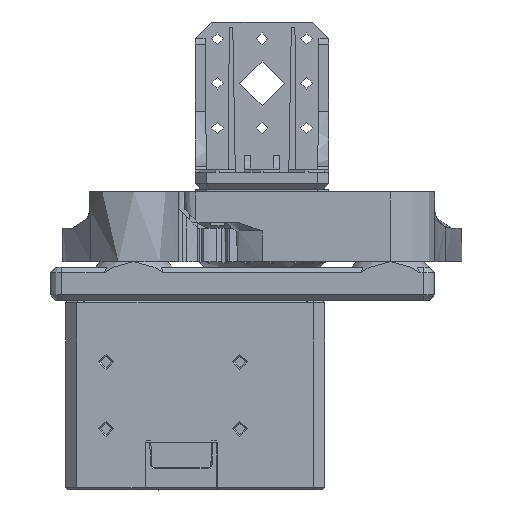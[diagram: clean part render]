
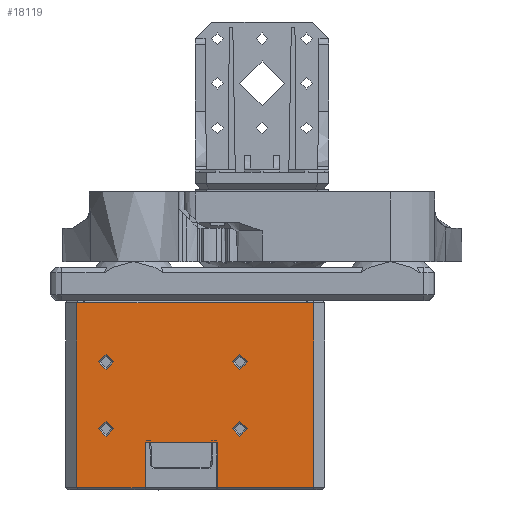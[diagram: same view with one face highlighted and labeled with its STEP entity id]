
A CAD part, left-side view. The second image highlights one B-rep face of the part: STEP entity #18119.
In plain terms, the highlighted face is planar.
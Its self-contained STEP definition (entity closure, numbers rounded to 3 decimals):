
#909=FACE_BOUND('',#3229,.T.);
#910=FACE_BOUND('',#3230,.T.);
#911=FACE_BOUND('',#3231,.T.);
#912=FACE_BOUND('',#3232,.T.);
#1284=CIRCLE('',#19245,1.35);
#1285=CIRCLE('',#19246,1.35);
#1286=CIRCLE('',#19247,1.35);
#1287=CIRCLE('',#19248,1.35);
#2159=FACE_OUTER_BOUND('',#3228,.T.);
#3228=EDGE_LOOP('',(#12347,#12348,#12349,#12350,#12351,#12352,#12353,#12354));
#3229=EDGE_LOOP('',(#12355));
#3230=EDGE_LOOP('',(#12356));
#3231=EDGE_LOOP('',(#12357));
#3232=EDGE_LOOP('',(#12358));
#4591=LINE('',#27095,#6166);
#4619=LINE('',#27237,#6194);
#4623=LINE('',#27244,#6198);
#4628=LINE('',#27255,#6203);
#4629=LINE('',#27256,#6204);
#4630=LINE('',#27258,#6205);
#4631=LINE('',#27260,#6206);
#4632=LINE('',#27261,#6207);
#6166=VECTOR('',#21310,33.2);
#6194=VECTOR('',#21460,12.25);
#6198=VECTOR('',#21466,8.1);
#6203=VECTOR('',#21475,42.5);
#6204=VECTOR('',#21476,33.2);
#6205=VECTOR('',#21477,13.);
#6206=VECTOR('',#21478,8.1);
#6207=VECTOR('',#21479,17.25);
#7737=VERTEX_POINT('',#27088);
#7739=VERTEX_POINT('',#27094);
#7791=VERTEX_POINT('',#27234);
#7792=VERTEX_POINT('',#27236);
#7794=VERTEX_POINT('',#27242);
#7798=VERTEX_POINT('',#27254);
#7799=VERTEX_POINT('',#27257);
#7800=VERTEX_POINT('',#27259);
#7801=VERTEX_POINT('',#27262);
#7802=VERTEX_POINT('',#27264);
#7803=VERTEX_POINT('',#27266);
#7804=VERTEX_POINT('',#27268);
#9578=EDGE_CURVE('',#7737,#7739,#4591,.T.);
#9635=EDGE_CURVE('',#7791,#7792,#4619,.T.);
#9639=EDGE_CURVE('',#7791,#7794,#4623,.T.);
#9644=EDGE_CURVE('',#7798,#7737,#4628,.T.);
#9645=EDGE_CURVE('',#7798,#7792,#4629,.T.);
#9646=EDGE_CURVE('',#7794,#7799,#4630,.T.);
#9647=EDGE_CURVE('',#7799,#7800,#4631,.T.);
#9648=EDGE_CURVE('',#7739,#7800,#4632,.T.);
#9649=EDGE_CURVE('',#7801,#7801,#1284,.T.);
#9650=EDGE_CURVE('',#7802,#7802,#1285,.T.);
#9651=EDGE_CURVE('',#7803,#7803,#1286,.T.);
#9652=EDGE_CURVE('',#7804,#7804,#1287,.T.);
#12347=ORIENTED_EDGE('',*,*,#9644,.F.);
#12348=ORIENTED_EDGE('',*,*,#9645,.T.);
#12349=ORIENTED_EDGE('',*,*,#9635,.F.);
#12350=ORIENTED_EDGE('',*,*,#9639,.T.);
#12351=ORIENTED_EDGE('',*,*,#9646,.T.);
#12352=ORIENTED_EDGE('',*,*,#9647,.T.);
#12353=ORIENTED_EDGE('',*,*,#9648,.F.);
#12354=ORIENTED_EDGE('',*,*,#9578,.F.);
#12355=ORIENTED_EDGE('',*,*,#9649,.F.);
#12356=ORIENTED_EDGE('',*,*,#9650,.F.);
#12357=ORIENTED_EDGE('',*,*,#9651,.F.);
#12358=ORIENTED_EDGE('',*,*,#9652,.F.);
#17556=PLANE('',#19244);
#18119=ADVANCED_FACE('',(#2159,#909,#910,#911,#912),#17556,.T.);
#19244=AXIS2_PLACEMENT_3D('',#27253,#21473,#21474);
#19245=AXIS2_PLACEMENT_3D('',#27263,#21480,#21481);
#19246=AXIS2_PLACEMENT_3D('',#27265,#21482,#21483);
#19247=AXIS2_PLACEMENT_3D('',#27267,#21484,#21485);
#19248=AXIS2_PLACEMENT_3D('',#27269,#21486,#21487);
#21310=DIRECTION('',(0.,0.,-1.));
#21460=DIRECTION('',(0.,-1.,0.));
#21466=DIRECTION('',(0.,0.,1.));
#21473=DIRECTION('center_axis',(1.,0.,0.));
#21474=DIRECTION('ref_axis',(0.,1.,0.));
#21475=DIRECTION('',(0.,1.,0.));
#21476=DIRECTION('',(0.,0.,-1.));
#21477=DIRECTION('',(0.,1.,0.));
#21478=DIRECTION('',(0.,0.,-1.));
#21479=DIRECTION('',(0.,-1.,0.));
#21480=DIRECTION('center_axis',(1.,0.,0.));
#21481=DIRECTION('ref_axis',(0.,-1.,0.));
#21482=DIRECTION('center_axis',(1.,0.,0.));
#21483=DIRECTION('ref_axis',(0.,-1.,0.));
#21484=DIRECTION('center_axis',(1.,0.,0.));
#21485=DIRECTION('ref_axis',(0.,-1.,0.));
#21486=DIRECTION('center_axis',(1.,0.,0.));
#21487=DIRECTION('ref_axis',(0.,-1.,0.));
#27088=CARTESIAN_POINT('',(14.25,9.25,16.6));
#27094=CARTESIAN_POINT('',(14.25,9.25,-16.6));
#27095=CARTESIAN_POINT('',(14.25,9.25,16.6));
#27234=CARTESIAN_POINT('',(14.25,-21.,-16.6));
#27236=CARTESIAN_POINT('',(14.25,-33.25,-16.6));
#27237=CARTESIAN_POINT('',(14.25,-21.,-16.6));
#27242=CARTESIAN_POINT('',(14.25,-21.,-8.5));
#27244=CARTESIAN_POINT('',(14.25,-21.,-16.6));
#27253=CARTESIAN_POINT('Origin',(14.25,-35.25,-17.));
#27254=CARTESIAN_POINT('',(14.25,-33.25,16.6));
#27255=CARTESIAN_POINT('',(14.25,-33.25,16.6));
#27256=CARTESIAN_POINT('',(14.25,-33.25,16.6));
#27257=CARTESIAN_POINT('',(14.25,-8.,-8.5));
#27258=CARTESIAN_POINT('',(14.25,-21.,-8.5));
#27259=CARTESIAN_POINT('',(14.25,-8.,-16.6));
#27260=CARTESIAN_POINT('',(14.25,-8.,-8.5));
#27261=CARTESIAN_POINT('',(14.25,9.25,-16.6));
#27262=CARTESIAN_POINT('',(14.25,-2.65,6.));
#27263=CARTESIAN_POINT('Origin',(14.25,-4.,6.));
#27264=CARTESIAN_POINT('',(14.25,-26.65,-6.));
#27265=CARTESIAN_POINT('Origin',(14.25,-28.,-6.));
#27266=CARTESIAN_POINT('',(14.25,-26.65,6.));
#27267=CARTESIAN_POINT('Origin',(14.25,-28.,6.));
#27268=CARTESIAN_POINT('',(14.25,-5.35,-6.));
#27269=CARTESIAN_POINT('Origin',(14.25,-4.,-6.));
